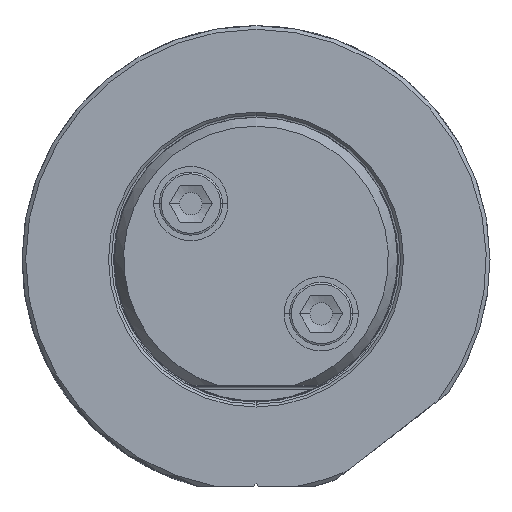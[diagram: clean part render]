
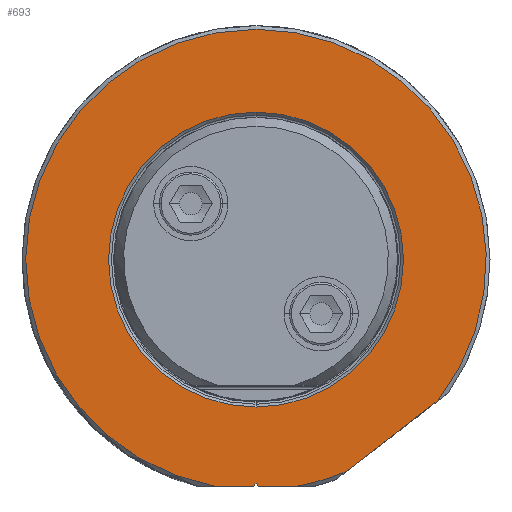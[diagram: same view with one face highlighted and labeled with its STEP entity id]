
A CAD part, top view. The second image highlights one B-rep face of the part: STEP entity #693.
In plain terms, the highlighted planar face has unit normal (0, 0, 1).
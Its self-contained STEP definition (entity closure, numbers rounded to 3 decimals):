
#223=PLANE('',#6250);
#693=ADVANCED_FACE('',(#1033,#1034),#223,.T.);
#1033=FACE_BOUND('',#1175,.T.);
#1034=FACE_BOUND('',#1176,.T.);
#1175=EDGE_LOOP('',(#3330,#3331,#3332,#3333,#3334,#3335,#3336,#3337));
#1176=EDGE_LOOP('',(#3338,#3339));
#1501=CIRCLE('',#6244,31.);
#1502=CIRCLE('',#6246,31.);
#1503=CIRCLE('',#6247,31.);
#1504=CIRCLE('',#6248,19.85);
#1505=CIRCLE('',#6249,19.85);
#1818=LINE('',#12430,#2150);
#1821=LINE('',#12454,#2153);
#1822=LINE('',#12456,#2154);
#1823=LINE('',#12458,#2155);
#1824=LINE('',#12460,#2156);
#2150=VECTOR('',#7310,1.);
#2153=VECTOR('',#7327,1.);
#2154=VECTOR('',#7328,1.);
#2155=VECTOR('',#7329,1.);
#2156=VECTOR('',#7330,1.);
#3330=ORIENTED_EDGE('',*,*,#5349,.T.);
#3331=ORIENTED_EDGE('',*,*,#5343,.T.);
#3332=ORIENTED_EDGE('',*,*,#5350,.T.);
#3333=ORIENTED_EDGE('',*,*,#5351,.T.);
#3334=ORIENTED_EDGE('',*,*,#5352,.F.);
#3335=ORIENTED_EDGE('',*,*,#5353,.T.);
#3336=ORIENTED_EDGE('',*,*,#5354,.T.);
#3337=ORIENTED_EDGE('',*,*,#5355,.F.);
#3338=ORIENTED_EDGE('',*,*,#5356,.T.);
#3339=ORIENTED_EDGE('',*,*,#5357,.T.);
#4645=VERTEX_POINT('',#12429);
#4646=VERTEX_POINT('',#12431);
#4649=VERTEX_POINT('',#12447);
#4650=VERTEX_POINT('',#12451);
#4651=VERTEX_POINT('',#12453);
#4652=VERTEX_POINT('',#12455);
#4653=VERTEX_POINT('',#12457);
#4654=VERTEX_POINT('',#12459);
#4655=VERTEX_POINT('',#12462);
#4656=VERTEX_POINT('',#12463);
#5343=EDGE_CURVE('',#4646,#4645,#1818,.T.);
#5349=EDGE_CURVE('',#4649,#4646,#1501,.T.);
#5350=EDGE_CURVE('',#4645,#4650,#1502,.T.);
#5351=EDGE_CURVE('',#4650,#4651,#1503,.T.);
#5352=EDGE_CURVE('',#4652,#4651,#1821,.T.);
#5353=EDGE_CURVE('',#4652,#4653,#1822,.T.);
#5354=EDGE_CURVE('',#4653,#4654,#1823,.T.);
#5355=EDGE_CURVE('',#4649,#4654,#1824,.T.);
#5356=EDGE_CURVE('',#4655,#4656,#1504,.T.);
#5357=EDGE_CURVE('',#4656,#4655,#1505,.T.);
#6244=AXIS2_PLACEMENT_3D('',#12448,#7319,#7320);
#6246=AXIS2_PLACEMENT_3D('',#12450,#7323,#7324);
#6247=AXIS2_PLACEMENT_3D('',#12452,#7325,#7326);
#6248=AXIS2_PLACEMENT_3D('',#12461,#7331,#7332);
#6249=AXIS2_PLACEMENT_3D('',#12464,#7333,#7334);
#6250=AXIS2_PLACEMENT_3D('',#12465,#7335,#7336);
#7310=DIRECTION('',(0.792,0.611,0.));
#7319=DIRECTION('',(0.,0.,1.));
#7320=DIRECTION('',(0.179,-0.984,0.));
#7323=DIRECTION('',(0.,0.,1.));
#7324=DIRECTION('',(0.79,-0.613,0.));
#7325=DIRECTION('',(0.,0.,1.));
#7326=DIRECTION('',(0.,1.,0.));
#7327=DIRECTION('',(-1.,0.,0.));
#7328=DIRECTION('',(0.707,0.707,0.));
#7329=DIRECTION('',(0.707,-0.707,0.));
#7330=DIRECTION('',(-1.,0.,0.));
#7331=DIRECTION('',(0.,0.,-1.));
#7332=DIRECTION('',(0.,-1.,0.));
#7333=DIRECTION('',(0.,0.,-1.));
#7334=DIRECTION('',(0.,1.,0.));
#7335=DIRECTION('',(0.,0.,1.));
#7336=DIRECTION('',(0.,-1.,0.));
#12429=CARTESIAN_POINT('',(24.503,-18.989,0.));
#12430=CARTESIAN_POINT('',(12.133,-28.527,0.));
#12431=CARTESIAN_POINT('',(12.133,-28.527,0.));
#12447=CARTESIAN_POINT('',(5.545,-30.5,0.));
#12448=CARTESIAN_POINT('',(0.,0.,0.));
#12450=CARTESIAN_POINT('',(0.,0.,0.));
#12451=CARTESIAN_POINT('',(0.,31.,0.));
#12452=CARTESIAN_POINT('',(0.,0.,0.));
#12453=CARTESIAN_POINT('',(-5.545,-30.5,0.));
#12454=CARTESIAN_POINT('',(-0.354,-30.5,0.));
#12455=CARTESIAN_POINT('',(-0.354,-30.5,0.));
#12456=CARTESIAN_POINT('',(-0.354,-30.5,0.));
#12457=CARTESIAN_POINT('',(0.,-30.146,0.));
#12458=CARTESIAN_POINT('',(0.,-30.146,0.));
#12459=CARTESIAN_POINT('',(0.354,-30.5,0.));
#12460=CARTESIAN_POINT('',(5.545,-30.5,0.));
#12461=CARTESIAN_POINT('',(0.,0.,0.));
#12462=CARTESIAN_POINT('',(0.,-19.85,0.));
#12463=CARTESIAN_POINT('',(0.,19.85,0.));
#12464=CARTESIAN_POINT('',(0.,0.,0.));
#12465=CARTESIAN_POINT('',(0.,0.251,0.));
